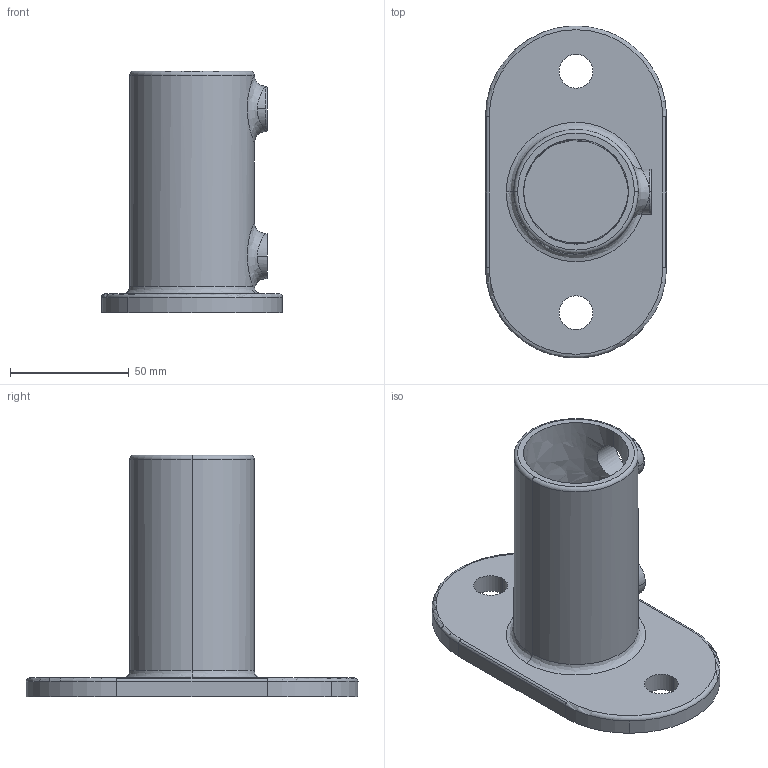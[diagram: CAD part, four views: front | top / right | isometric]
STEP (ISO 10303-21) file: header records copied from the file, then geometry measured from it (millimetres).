
FILE_DESCRIPTION((''),'2;1');
FILE_NAME('kk62-7.stp','2002-01-01T14:26:32',('Administrator'),(''),'Autodesk Inventor (tm) 3.0','Autodesk Inventor (tm) 3.0','');
FILE_SCHEMA(('CONFIG_CONTROL_DESIGN'));
Length unit declared in the file: inch
Products named in the file (1): kk62-7
Bounding box: 76.2 x 139.66 x 101.6 mm (x, y, z)
Volume: 127283.2 mm3; surface area: 50646.7 mm2
Topology: 1 solids, 1 shells, 44 faces, 113 edges, 71 vertices
Faces by surface type: bspline 15, cylinder 14, torus 8, plane 7
Entity records: 1999 total; most frequent: CARTESIAN_POINT 852, ORIENTED_EDGE 226, DIRECTION 218, EDGE_CURVE 113, AXIS2_PLACEMENT_3D 93, VERTEX_POINT 71, CIRCLE 63, EDGE_LOOP 52
